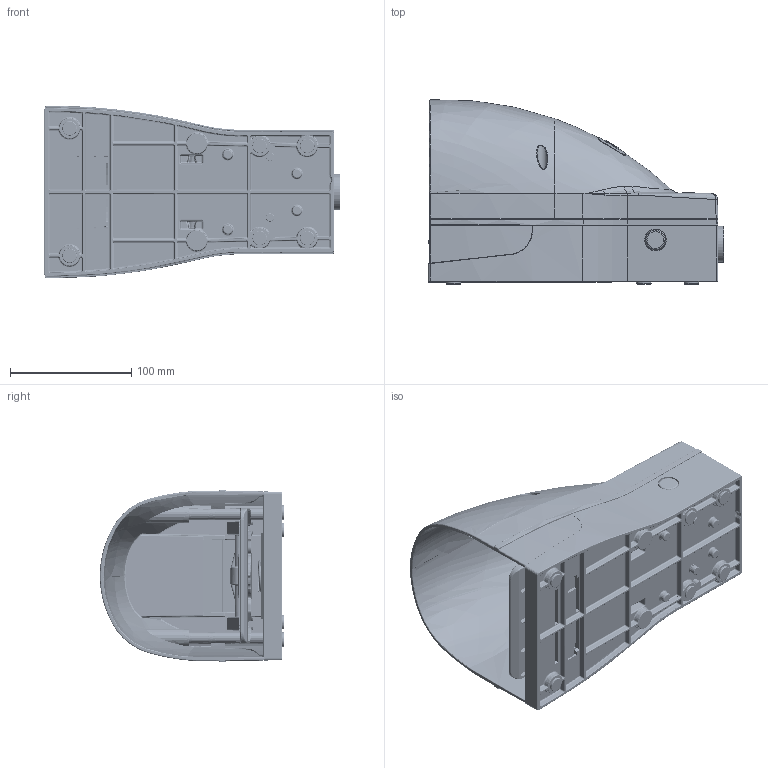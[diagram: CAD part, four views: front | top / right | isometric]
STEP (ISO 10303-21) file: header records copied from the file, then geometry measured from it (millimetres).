
FILE_DESCRIPTION(( 'PEDN 304 MA.STEP' ), '1');
FILE_NAME( 'PEDN 304 MA.STEP', '2019-03-04T12:05:54',( 'Sopra'),('sopra-pneumatic.com'), 'SwSTEP 2.0','SolidWorks 2009','' );
FILE_SCHEMA (( 'AUTOMOTIVE_DESIGN' ));
Length unit declared in the file: millimetre
Products named in the file (1): 1_135_4n
Bounding box: 243.9 x 151.73 x 142.41 mm (x, y, z)
Volume: 522000.9 mm3; surface area: 325750.8 mm2
Topology: 4 solids, 4 shells, 4358 faces, 10590 edges, 6175 vertices
Faces by surface type: cylinder 1462, bspline 1226, plane 930, cone 474, torus 163, sphere 103
Entity records: 314678 total; most frequent: CARTESIAN_POINT 176424, ORIENTED_EDGE 20880, DIRECTION 16410, EDGE_CURVE 10440, AXIS2_PLACEMENT_3D 6467, VERTEX_POINT 6175, EDGE_LOOP 4471, UNCERTAINTY_MEASURE_WITH_UNIT 4364
